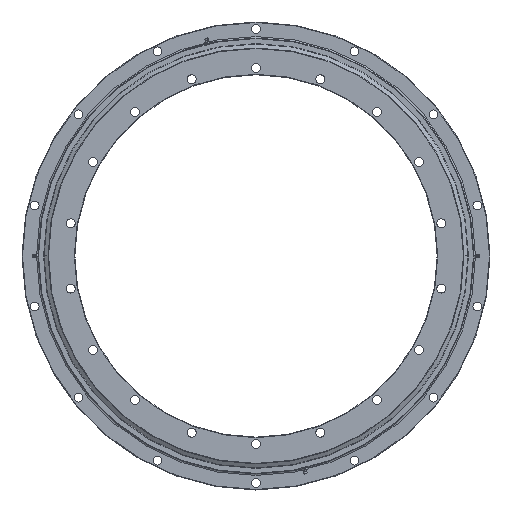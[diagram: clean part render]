
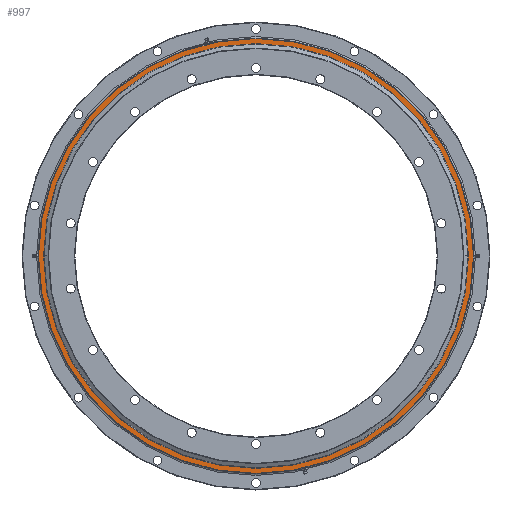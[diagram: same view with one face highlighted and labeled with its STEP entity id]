
A CAD part, top view. The second image highlights one B-rep face of the part: STEP entity #997.
In plain terms, the highlighted face is planar.
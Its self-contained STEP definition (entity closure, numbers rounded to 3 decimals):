
#48 = VERTEX_POINT ( 'NONE', #4924 ) ;
#168 = CARTESIAN_POINT ( 'NONE',  ( 0., 0., -18. ) ) ;
#344 = CARTESIAN_POINT ( 'NONE',  ( -440.5, 0., -18. ) ) ;
#682 = DIRECTION ( 'NONE',  ( 0., 0., -1. ) ) ;
#815 = ORIENTED_EDGE ( 'NONE', *, *, #7248, .T. ) ;
#838 = EDGE_CURVE ( 'NONE', #4344, #48, #7828, .T. ) ;
#881 = DIRECTION ( 'NONE',  ( 1., 0., 0. ) ) ;
#997 = ADVANCED_FACE ( 'NONE', ( #6684, #8314 ), #1316, .F. ) ;
#1038 = CARTESIAN_POINT ( 'NONE',  ( 0., 0., -18. ) ) ;
#1245 = VERTEX_POINT ( 'NONE', #7793 ) ;
#1316 = PLANE ( 'NONE',  #5344 ) ;
#1359 = EDGE_CURVE ( 'NONE', #1245, #4518, #3242, .T. ) ;
#1754 = DIRECTION ( 'NONE',  ( 1., 0., 0. ) ) ;
#2006 = CARTESIAN_POINT ( 'NONE',  ( -441.5, 0., -18. ) ) ;
#2081 = CARTESIAN_POINT ( 'NONE',  ( 0., 0., -18. ) ) ;
#2378 = EDGE_LOOP ( 'NONE', ( #6681, #6627 ) ) ;
#2689 = DIRECTION ( 'NONE',  ( 1., 0., 0. ) ) ;
#2752 = DIRECTION ( 'NONE',  ( 1., 0., 0. ) ) ;
#3242 = CIRCLE ( 'NONE', #6699, 440.5 ) ;
#3997 = CIRCLE ( 'NONE', #6576, 423.75 ) ;
#4344 = VERTEX_POINT ( 'NONE', #6317 ) ;
#4518 = VERTEX_POINT ( 'NONE', #344 ) ;
#4816 = CARTESIAN_POINT ( 'NONE',  ( 0., 0., -18. ) ) ;
#4924 = CARTESIAN_POINT ( 'NONE',  ( 423.75, 0., -18. ) ) ;
#5002 = DIRECTION ( 'NONE',  ( 0., 0., 1. ) ) ;
#5268 = CIRCLE ( 'NONE', #6339, 440.5 ) ;
#5344 = AXIS2_PLACEMENT_3D ( 'NONE', #2006, #6809, #2689 ) ;
#5522 = DIRECTION ( 'NONE',  ( 1., 0., 0. ) ) ;
#5862 = DIRECTION ( 'NONE',  ( 0., 0., -1. ) ) ;
#5956 = AXIS2_PLACEMENT_3D ( 'NONE', #168, #5002, #881 ) ;
#6045 = ORIENTED_EDGE ( 'NONE', *, *, #838, .T. ) ;
#6317 = CARTESIAN_POINT ( 'NONE',  ( -423.75, 0., -18. ) ) ;
#6339 = AXIS2_PLACEMENT_3D ( 'NONE', #1038, #5862, #1754 ) ;
#6576 = AXIS2_PLACEMENT_3D ( 'NONE', #2081, #6873, #2752 ) ;
#6627 = ORIENTED_EDGE ( 'NONE', *, *, #8158, .T. ) ;
#6681 = ORIENTED_EDGE ( 'NONE', *, *, #1359, .T. ) ;
#6684 = FACE_BOUND ( 'NONE', #7336, .T. ) ;
#6699 = AXIS2_PLACEMENT_3D ( 'NONE', #4816, #682, #5522 ) ;
#6809 = DIRECTION ( 'NONE',  ( 0., 0., 1. ) ) ;
#6873 = DIRECTION ( 'NONE',  ( 0., 0., 1. ) ) ;
#7248 = EDGE_CURVE ( 'NONE', #48, #4344, #3997, .T. ) ;
#7336 = EDGE_LOOP ( 'NONE', ( #6045, #815 ) ) ;
#7793 = CARTESIAN_POINT ( 'NONE',  ( 440.5, 0., -18. ) ) ;
#7828 = CIRCLE ( 'NONE', #5956, 423.75 ) ;
#8158 = EDGE_CURVE ( 'NONE', #4518, #1245, #5268, .T. ) ;
#8314 = FACE_OUTER_BOUND ( 'NONE', #2378, .T. ) ;
